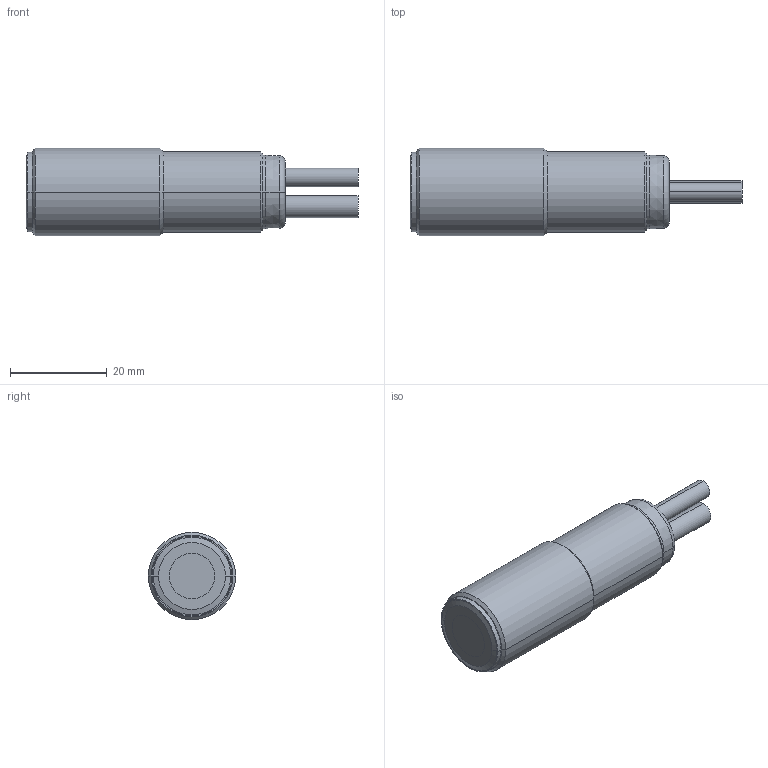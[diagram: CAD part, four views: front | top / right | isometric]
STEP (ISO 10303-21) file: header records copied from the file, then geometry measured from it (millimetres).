
FILE_DESCRIPTION((''),'2;1');
FILE_NAME('07AWX4_ASM','2007-05-16T',('IndustrieHansa'),('Pepperl+Fuchs'),'PRO/ENGINEER BY PARAMETRIC TECHNOLOGY CORPORATION, 2006420','PRO/ENGINEER BY PARAMETRIC TECHNOLOGY CORPORATION, 2006420','');
FILE_SCHEMA(('AUTOMOTIVE_DESIGN_CC2 { 1 2 10303 214 -1 1 5 2 }'));
Length unit declared in the file: millimetre
Products named in the file (10): DM_04BHC0; DM_07AM96_ASM; 04B600; 04ADD2; SCHAUM_07AM96; DM_04BJM9_HOUSING; DM_04B5L9_COVER; KABEL_04_B7U5; KABEL_07_AAV9; 07AWX4_ASM
Assembly tree (9 placements, depth 3):
  07AWX4_ASM
    DM_07AM96_ASM
      DM_04BHC0
    04B600
    04ADD2
    SCHAUM_07AM96
    DM_04BJM9_HOUSING
    DM_04B5L9_COVER
    KABEL_04_B7U5
    KABEL_07_AAV9
Bounding box: 68.5 x 18 x 18 mm (x, y, z)
Volume: 5515.1 mm3; surface area: 10429.5 mm2
Topology: 8 solids, 8 shells, 227 faces, 507 edges, 300 vertices
Faces by surface type: cylinder 60, cone 48, plane 47, bspline 38, torus 34
Entity records: 9298 total; most frequent: CARTESIAN_POINT 2559, DIRECTION 1112, ORIENTED_EDGE 1014, PRESENTATION_STYLE_ASSIGNMENT 515, STYLED_ITEM 515, CURVE_STYLE 507, EDGE_CURVE 507, AXIS2_PLACEMENT_3D 485
